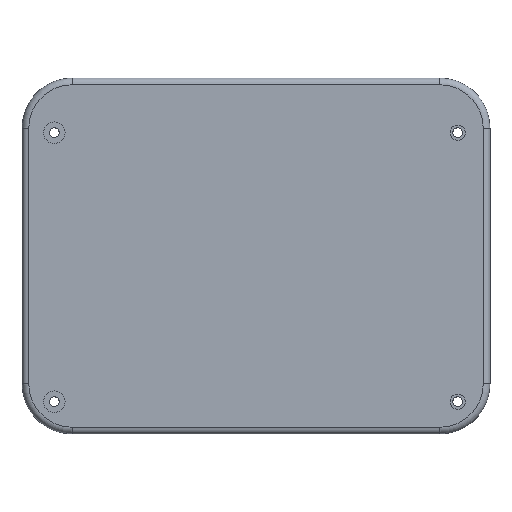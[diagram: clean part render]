
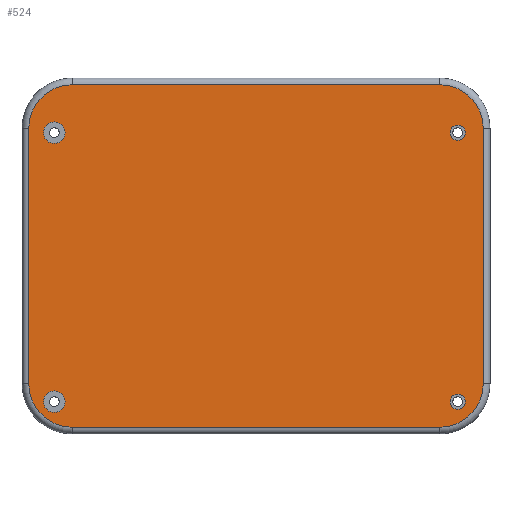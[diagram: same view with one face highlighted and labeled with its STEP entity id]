
A CAD part, front view. The second image highlights one B-rep face of the part: STEP entity #524.
In plain terms, the highlighted planar face has unit normal (0, -1, 0).
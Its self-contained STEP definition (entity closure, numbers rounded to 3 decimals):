
#1 = CIRCLE ( 'NONE', #895, 2.4 ) ;
#5 = EDGE_CURVE ( 'NONE', #1400, #371, #632, .T. ) ;
#20 = CARTESIAN_POINT ( 'NONE',  ( -45., 0., -27.6 ) ) ;
#23 = DIRECTION ( 'NONE',  ( 0., -1., 0. ) ) ;
#27 = CIRCLE ( 'NONE', #1451, 2.4 ) ;
#43 = FACE_BOUND ( 'NONE', #1390, .T. ) ;
#67 = ORIENTED_EDGE ( 'NONE', *, *, #298, .T. ) ;
#90 = DIRECTION ( 'NONE',  ( 0., 0., -1. ) ) ;
#106 = AXIS2_PLACEMENT_3D ( 'NONE', #836, #1507, #306 ) ;
#117 = ORIENTED_EDGE ( 'NONE', *, *, #1721, .T. ) ;
#133 = VERTEX_POINT ( 'NONE', #732 ) ;
#187 = PLANE ( 'NONE',  #1130 ) ;
#193 = LINE ( 'NONE', #1546, #1516 ) ;
#195 = EDGE_CURVE ( 'NONE', #1782, #2071, #1305, .T. ) ;
#208 = CARTESIAN_POINT ( 'NONE',  ( -45., 0., 30. ) ) ;
#244 = CIRCLE ( 'NONE', #1449, 9.7 ) ;
#245 = LINE ( 'NONE', #1403, #1408 ) ;
#261 = CARTESIAN_POINT ( 'NONE',  ( 45., 0., -30. ) ) ;
#290 = CARTESIAN_POINT ( 'NONE',  ( 50.7, 0., 31. ) ) ;
#298 = EDGE_CURVE ( 'NONE', #653, #394, #244, .T. ) ;
#306 = DIRECTION ( 'NONE',  ( 0., 0., -1. ) ) ;
#323 = CIRCLE ( 'NONE', #1562, 2.4 ) ;
#328 = ORIENTED_EDGE ( 'NONE', *, *, #1663, .T. ) ;
#355 = CARTESIAN_POINT ( 'NONE',  ( -45., 0., 30. ) ) ;
#362 = AXIS2_PLACEMENT_3D ( 'NONE', #1113, #2123, #590 ) ;
#371 = VERTEX_POINT ( 'NONE', #1665 ) ;
#386 = CARTESIAN_POINT ( 'NONE',  ( 50.7, 0., -26. ) ) ;
#394 = VERTEX_POINT ( 'NONE', #1497 ) ;
#463 = EDGE_CURVE ( 'NONE', #1674, #133, #27, .T. ) ;
#467 = CIRCLE ( 'NONE', #1630, 1.7 ) ;
#481 = CARTESIAN_POINT ( 'NONE',  ( 45., 0., 28.3 ) ) ;
#487 = EDGE_LOOP ( 'NONE', ( #67, #328, #1804, #117, #944, #1463, #1369, #723 ) ) ;
#493 = DIRECTION ( 'NONE',  ( 0., -1., 0. ) ) ;
#497 = CIRCLE ( 'NONE', #1780, 1.7 ) ;
#499 = EDGE_LOOP ( 'NONE', ( #2119, #749 ) ) ;
#505 = AXIS2_PLACEMENT_3D ( 'NONE', #355, #23, #1044 ) ;
#524 = ADVANCED_FACE ( 'NONE', ( #556, #841, #1017, #43, #676 ), #187, .T. ) ;
#556 = FACE_OUTER_BOUND ( 'NONE', #487, .T. ) ;
#560 = ORIENTED_EDGE ( 'NONE', *, *, #1023, .F. ) ;
#584 = DIRECTION ( 'NONE',  ( 0., 0., -1. ) ) ;
#590 = DIRECTION ( 'NONE',  ( 0., 0., -1. ) ) ;
#596 = DIRECTION ( 'NONE',  ( 0., 0., -1. ) ) ;
#601 = CARTESIAN_POINT ( 'NONE',  ( 45., 0., -31.7 ) ) ;
#632 = CIRCLE ( 'NONE', #843, 9.7 ) ;
#633 = EDGE_CURVE ( 'NONE', #371, #653, #245, .T. ) ;
#653 = VERTEX_POINT ( 'NONE', #1787 ) ;
#672 = EDGE_CURVE ( 'NONE', #1515, #1843, #497, .T. ) ;
#676 = FACE_BOUND ( 'NONE', #499, .T. ) ;
#697 = DIRECTION ( 'NONE',  ( 0., -1., 0. ) ) ;
#709 = LINE ( 'NONE', #1875, #1384 ) ;
#723 = ORIENTED_EDGE ( 'NONE', *, *, #633, .T. ) ;
#732 = CARTESIAN_POINT ( 'NONE',  ( -45., 0., -32.4 ) ) ;
#749 = ORIENTED_EDGE ( 'NONE', *, *, #463, .F. ) ;
#773 = DIRECTION ( 'NONE',  ( 0., -1., 0. ) ) ;
#808 = VERTEX_POINT ( 'NONE', #481 ) ;
#832 = EDGE_LOOP ( 'NONE', ( #1238, #1771 ) ) ;
#836 = CARTESIAN_POINT ( 'NONE',  ( 41., 0., 31. ) ) ;
#841 = FACE_BOUND ( 'NONE', #1324, .T. ) ;
#842 = CARTESIAN_POINT ( 'NONE',  ( 45., 0., 31.7 ) ) ;
#843 = AXIS2_PLACEMENT_3D ( 'NONE', #2169, #493, #1165 ) ;
#855 = DIRECTION ( 'NONE',  ( 1., 0., 0. ) ) ;
#868 = DIRECTION ( 'NONE',  ( 0., -1., 0. ) ) ;
#890 = DIRECTION ( 'NONE',  ( 0., 0., -1. ) ) ;
#895 = AXIS2_PLACEMENT_3D ( 'NONE', #1776, #773, #584 ) ;
#896 = VECTOR ( 'NONE', #855, 1000. ) ;
#912 = DIRECTION ( 'NONE',  ( 0., -1., 0. ) ) ;
#921 = EDGE_CURVE ( 'NONE', #984, #1400, #193, .T. ) ;
#944 = ORIENTED_EDGE ( 'NONE', *, *, #1172, .T. ) ;
#961 = CARTESIAN_POINT ( 'NONE',  ( 41., 0., -26. ) ) ;
#984 = VERTEX_POINT ( 'NONE', #1606 ) ;
#1017 = FACE_BOUND ( 'NONE', #832, .T. ) ;
#1023 = EDGE_CURVE ( 'NONE', #1843, #1515, #1310, .T. ) ;
#1042 = DIRECTION ( 'NONE',  ( 0., 0., 1. ) ) ;
#1044 = DIRECTION ( 'NONE',  ( 0., 0., -1. ) ) ;
#1060 = AXIS2_PLACEMENT_3D ( 'NONE', #1471, #2161, #596 ) ;
#1094 = VERTEX_POINT ( 'NONE', #1501 ) ;
#1113 = CARTESIAN_POINT ( 'NONE',  ( 45., 0., 30. ) ) ;
#1130 = AXIS2_PLACEMENT_3D ( 'NONE', #1517, #697, #1901 ) ;
#1135 = CARTESIAN_POINT ( 'NONE',  ( -41., 0., 40.7 ) ) ;
#1165 = DIRECTION ( 'NONE',  ( 0., 0., -1. ) ) ;
#1172 = EDGE_CURVE ( 'NONE', #2047, #984, #1556, .T. ) ;
#1238 = ORIENTED_EDGE ( 'NONE', *, *, #1255, .F. ) ;
#1246 = CIRCLE ( 'NONE', #362, 1.7 ) ;
#1255 = EDGE_CURVE ( 'NONE', #1578, #808, #467, .T. ) ;
#1267 = CARTESIAN_POINT ( 'NONE',  ( -45., 0., 27.6 ) ) ;
#1305 = CIRCLE ( 'NONE', #1774, 9.7 ) ;
#1310 = CIRCLE ( 'NONE', #1060, 1.7 ) ;
#1324 = EDGE_LOOP ( 'NONE', ( #1846, #1649 ) ) ;
#1348 = EDGE_CURVE ( 'NONE', #1094, #1429, #1935, .T. ) ;
#1364 = DIRECTION ( 'NONE',  ( 0., 0., -1. ) ) ;
#1369 = ORIENTED_EDGE ( 'NONE', *, *, #5, .T. ) ;
#1376 = CARTESIAN_POINT ( 'NONE',  ( 45., 0., 30. ) ) ;
#1384 = VECTOR ( 'NONE', #1042, 1000. ) ;
#1389 = EDGE_CURVE ( 'NONE', #133, #1674, #1, .T. ) ;
#1390 = EDGE_LOOP ( 'NONE', ( #1844, #560 ) ) ;
#1400 = VERTEX_POINT ( 'NONE', #1135 ) ;
#1403 = CARTESIAN_POINT ( 'NONE',  ( -50.7, 0., -26. ) ) ;
#1408 = VECTOR ( 'NONE', #1584, 1000. ) ;
#1429 = VERTEX_POINT ( 'NONE', #1267 ) ;
#1449 = AXIS2_PLACEMENT_3D ( 'NONE', #2124, #1800, #90 ) ;
#1451 = AXIS2_PLACEMENT_3D ( 'NONE', #2197, #2032, #1866 ) ;
#1463 = ORIENTED_EDGE ( 'NONE', *, *, #921, .T. ) ;
#1471 = CARTESIAN_POINT ( 'NONE',  ( 45., 0., -30. ) ) ;
#1489 = CARTESIAN_POINT ( 'NONE',  ( 45., 0., -28.3 ) ) ;
#1497 = CARTESIAN_POINT ( 'NONE',  ( -41., 0., -35.7 ) ) ;
#1501 = CARTESIAN_POINT ( 'NONE',  ( -45., 0., 32.4 ) ) ;
#1507 = DIRECTION ( 'NONE',  ( 0., -1., 0. ) ) ;
#1515 = VERTEX_POINT ( 'NONE', #1489 ) ;
#1516 = VECTOR ( 'NONE', #1742, 1000. ) ;
#1517 = CARTESIAN_POINT ( 'NONE',  ( 41., 0., -26. ) ) ;
#1541 = LINE ( 'NONE', #1747, #896 ) ;
#1546 = CARTESIAN_POINT ( 'NONE',  ( -41., 0., 40.7 ) ) ;
#1556 = CIRCLE ( 'NONE', #106, 9.7 ) ;
#1562 = AXIS2_PLACEMENT_3D ( 'NONE', #208, #868, #890 ) ;
#1578 = VERTEX_POINT ( 'NONE', #842 ) ;
#1584 = DIRECTION ( 'NONE',  ( 0., 0., -1. ) ) ;
#1606 = CARTESIAN_POINT ( 'NONE',  ( 41., 0., 40.7 ) ) ;
#1630 = AXIS2_PLACEMENT_3D ( 'NONE', #1376, #2092, #1364 ) ;
#1649 = ORIENTED_EDGE ( 'NONE', *, *, #1348, .F. ) ;
#1650 = EDGE_CURVE ( 'NONE', #1429, #1094, #323, .T. ) ;
#1663 = EDGE_CURVE ( 'NONE', #394, #1782, #1541, .T. ) ;
#1665 = CARTESIAN_POINT ( 'NONE',  ( -50.7, 0., 31. ) ) ;
#1674 = VERTEX_POINT ( 'NONE', #20 ) ;
#1721 = EDGE_CURVE ( 'NONE', #2071, #2047, #709, .T. ) ;
#1742 = DIRECTION ( 'NONE',  ( -1., 0., 0. ) ) ;
#1747 = CARTESIAN_POINT ( 'NONE',  ( 41., 0., -35.7 ) ) ;
#1771 = ORIENTED_EDGE ( 'NONE', *, *, #1909, .F. ) ;
#1774 = AXIS2_PLACEMENT_3D ( 'NONE', #961, #1939, #2135 ) ;
#1776 = CARTESIAN_POINT ( 'NONE',  ( -45., 0., -30. ) ) ;
#1780 = AXIS2_PLACEMENT_3D ( 'NONE', #261, #912, #2110 ) ;
#1782 = VERTEX_POINT ( 'NONE', #1788 ) ;
#1787 = CARTESIAN_POINT ( 'NONE',  ( -50.7, 0., -26. ) ) ;
#1788 = CARTESIAN_POINT ( 'NONE',  ( 41., 0., -35.7 ) ) ;
#1800 = DIRECTION ( 'NONE',  ( 0., -1., 0. ) ) ;
#1804 = ORIENTED_EDGE ( 'NONE', *, *, #195, .T. ) ;
#1843 = VERTEX_POINT ( 'NONE', #601 ) ;
#1844 = ORIENTED_EDGE ( 'NONE', *, *, #672, .F. ) ;
#1846 = ORIENTED_EDGE ( 'NONE', *, *, #1650, .F. ) ;
#1866 = DIRECTION ( 'NONE',  ( 0., 0., -1. ) ) ;
#1875 = CARTESIAN_POINT ( 'NONE',  ( 50.7, 0., 31. ) ) ;
#1901 = DIRECTION ( 'NONE',  ( 0., 0., -1. ) ) ;
#1909 = EDGE_CURVE ( 'NONE', #808, #1578, #1246, .T. ) ;
#1935 = CIRCLE ( 'NONE', #505, 2.4 ) ;
#1939 = DIRECTION ( 'NONE',  ( 0., -1., 0. ) ) ;
#2032 = DIRECTION ( 'NONE',  ( 0., -1., 0. ) ) ;
#2047 = VERTEX_POINT ( 'NONE', #290 ) ;
#2071 = VERTEX_POINT ( 'NONE', #386 ) ;
#2092 = DIRECTION ( 'NONE',  ( 0., -1., 0. ) ) ;
#2110 = DIRECTION ( 'NONE',  ( 0., 0., -1. ) ) ;
#2119 = ORIENTED_EDGE ( 'NONE', *, *, #1389, .F. ) ;
#2123 = DIRECTION ( 'NONE',  ( 0., -1., 0. ) ) ;
#2124 = CARTESIAN_POINT ( 'NONE',  ( -41., 0., -26. ) ) ;
#2135 = DIRECTION ( 'NONE',  ( 0., 0., -1. ) ) ;
#2161 = DIRECTION ( 'NONE',  ( 0., -1., 0. ) ) ;
#2169 = CARTESIAN_POINT ( 'NONE',  ( -41., 0., 31. ) ) ;
#2197 = CARTESIAN_POINT ( 'NONE',  ( -45., 0., -30. ) ) ;
